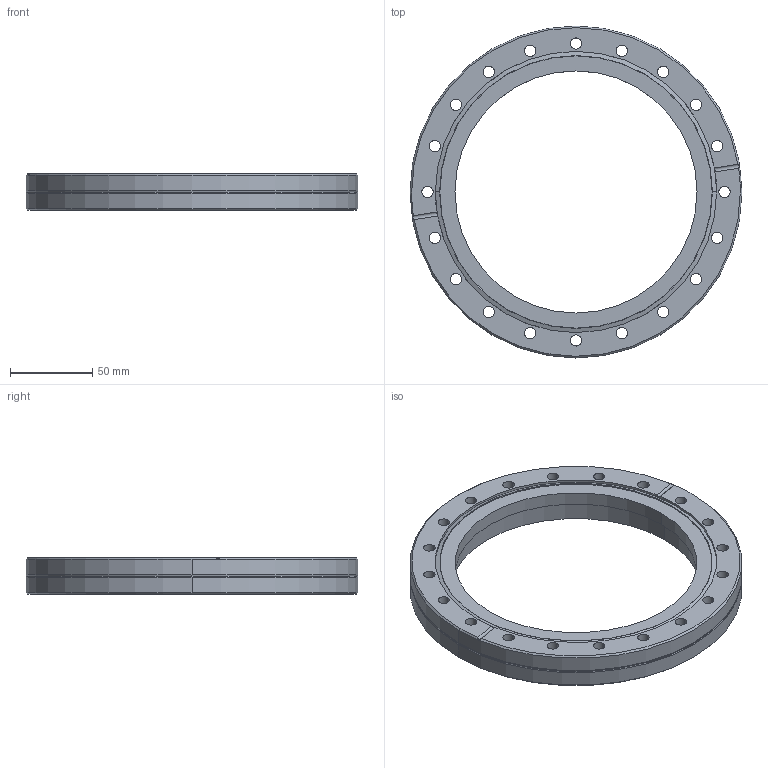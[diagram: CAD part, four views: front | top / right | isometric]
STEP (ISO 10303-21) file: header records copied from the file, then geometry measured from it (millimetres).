
FILE_DESCRIPTION (( 'STEP AP214' ), '1' );
FILE_NAME ('420FAN160-152-T.step', '2017-07-07T10:05:37', ( 'install' ), ( '' ), 'SwSTEP 2.0', 'SolidWorks 2015', '' );
FILE_SCHEMA (( 'AUTOMOTIVE_DESIGN' ));
Length unit declared in the file: millimetre
Products named in the file (1): 420FAN160-152-T
Bounding box: 202.4 x 202.4 x 22.2 mm (x, y, z)
Volume: 294697.7 mm3; surface area: 62811.7 mm2
Topology: 1 solids, 1 shells, 71 faces, 188 edges, 120 vertices
Faces by surface type: cylinder 52, cone 8, torus 6, plane 5
Entity records: 2870 total; most frequent: DIRECTION 450, CARTESIAN_POINT 444, ORIENTED_EDGE 376, AXIS2_PLACEMENT_3D 194, EDGE_CURVE 188, CIRCLE 122, VERTEX_POINT 120, EDGE_LOOP 114
